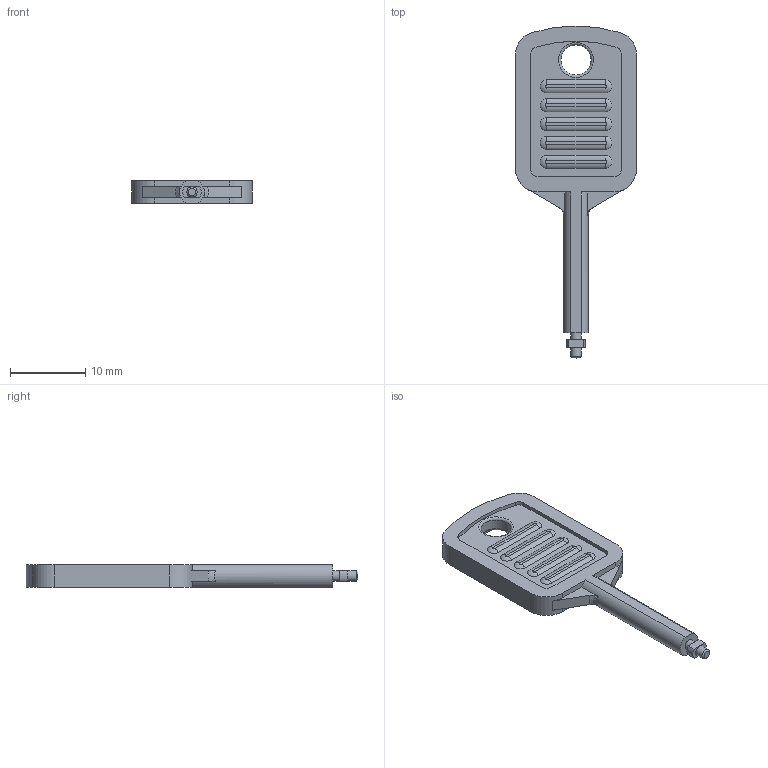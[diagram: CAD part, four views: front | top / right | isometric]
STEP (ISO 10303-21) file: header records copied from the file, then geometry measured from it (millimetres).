
FILE_DESCRIPTION(/* description */ ('Unknown'),/* implementation_level */ '2;1');
FILE_NAME(/* name */ '691399900006',/* time_stamp */ '2017-07-11T17:22:43+02:00',/* author */ ('Unknown'),/* organization */ ('Unknown'),/* preprocessor_version */ 'ST-DEVELOPER v16.7',/* originating_system */ 'DEX',/* authorisation */ $);
FILE_SCHEMA (('AUTOMOTIVE_DESIGN {1 0 10303 214 3 1 1}'));
Length unit declared in the file: millimetre
Products named in the file (1): 691399900006
Bounding box: 16 x 44 x 3 mm (x, y, z)
Volume: 982 mm3; surface area: 1179.2 mm2
Topology: 1 solids, 1 shells, 105 faces, 263 edges, 175 vertices
Faces by surface type: cylinder 42, plane 38, torus 22, bspline 2, cone 1
Full cylindrical faces by diameter (mm): 1.4 x2, 4 x1
Entity records: 4285 total; most frequent: CARTESIAN_POINT 920, DIRECTION 592, ORIENTED_EDGE 510, EDGE_CURVE 255, AXIS2_PLACEMENT_3D 239, VERTEX_POINT 173, CIRCLE 133, EDGE_LOOP 128
